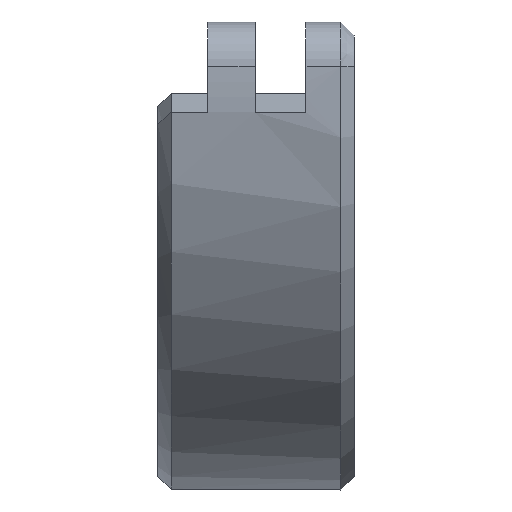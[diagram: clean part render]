
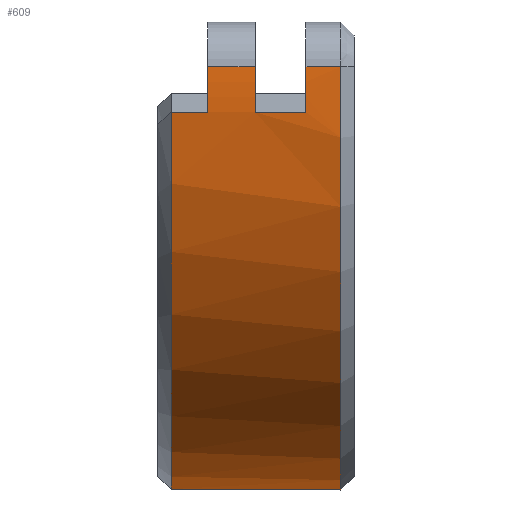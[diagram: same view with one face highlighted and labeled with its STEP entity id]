
A CAD part, left-side view. The second image highlights one B-rep face of the part: STEP entity #609.
In plain terms, the highlighted cylindrical face has radius 47.5 mm (diameter 95 mm), a partial arc.
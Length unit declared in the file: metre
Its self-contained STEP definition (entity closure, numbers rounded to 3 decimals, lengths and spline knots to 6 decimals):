
#50=LINE('',#907,#103);
#72=LINE('',#985,#125);
#73=LINE('',#991,#126);
#74=LINE('',#996,#127);
#75=LINE('',#1001,#128);
#103=VECTOR('',#723,1.);
#125=VECTOR('',#789,1.);
#126=VECTOR('',#796,1.);
#127=VECTOR('',#799,1.);
#128=VECTOR('',#804,1.);
#201=ORIENTED_EDGE('',*,*,#373,.F.);
#202=ORIENTED_EDGE('',*,*,#374,.T.);
#203=ORIENTED_EDGE('',*,*,#375,.F.);
#204=ORIENTED_EDGE('',*,*,#376,.T.);
#205=ORIENTED_EDGE('',*,*,#370,.T.);
#206=ORIENTED_EDGE('',*,*,#377,.T.);
#207=ORIENTED_EDGE('',*,*,#378,.F.);
#208=ORIENTED_EDGE('',*,*,#379,.F.);
#209=ORIENTED_EDGE('',*,*,#333,.T.);
#210=ORIENTED_EDGE('',*,*,#380,.F.);
#333=EDGE_CURVE('',#422,#421,#50,.T.);
#370=EDGE_CURVE('',#456,#457,#72,.T.);
#373=EDGE_CURVE('',#458,#459,#73,.F.);
#374=EDGE_CURVE('',#458,#460,#492,.F.);
#375=EDGE_CURVE('',#461,#460,#74,.T.);
#376=EDGE_CURVE('',#461,#456,#493,.T.);
#377=EDGE_CURVE('',#457,#462,#494,.T.);
#378=EDGE_CURVE('',#463,#462,#75,.F.);
#379=EDGE_CURVE('',#422,#463,#495,.T.);
#380=EDGE_CURVE('',#459,#421,#496,.T.);
#421=VERTEX_POINT('',#906);
#422=VERTEX_POINT('',#908);
#456=VERTEX_POINT('',#986);
#457=VERTEX_POINT('',#987);
#458=VERTEX_POINT('',#992);
#459=VERTEX_POINT('',#993);
#460=VERTEX_POINT('',#995);
#461=VERTEX_POINT('',#997);
#462=VERTEX_POINT('',#1000);
#463=VERTEX_POINT('',#1002);
#492=CIRCLE('',#679,0.0475);
#493=CIRCLE('',#680,0.0475);
#494=CIRCLE('',#681,0.0475);
#495=CIRCLE('',#682,0.0475);
#496=CIRCLE('',#683,0.0475);
#512=EDGE_LOOP('',(#201,#202,#203,#204,#205,#206,#207,#208,#209,#210));
#558=FACE_BOUND('',#512,.T.);
#597=CYLINDRICAL_SURFACE('',#678,0.0475);
#609=ADVANCED_FACE('',(#558),#597,.T.);
#678=AXIS2_PLACEMENT_3D('',#990,#794,#795);
#679=AXIS2_PLACEMENT_3D('',#994,#797,#798);
#680=AXIS2_PLACEMENT_3D('',#998,#800,#801);
#681=AXIS2_PLACEMENT_3D('',#999,#802,#803);
#682=AXIS2_PLACEMENT_3D('',#1003,#805,#806);
#683=AXIS2_PLACEMENT_3D('',#1004,#807,#808);
#723=DIRECTION('',(0.,1.,0.));
#789=DIRECTION('',(0.,1.,0.));
#794=DIRECTION('',(0.,1.,0.));
#795=DIRECTION('',(0.,0.,1.));
#796=DIRECTION('',(0.,1.,0.));
#797=DIRECTION('',(0.,1.,0.));
#798=DIRECTION('',(0.,0.,1.));
#799=DIRECTION('',(0.,1.,0.));
#800=DIRECTION('',(0.,1.,0.));
#801=DIRECTION('',(0.,0.,1.));
#802=DIRECTION('',(0.,-1.,0.));
#803=DIRECTION('',(0.,0.,-1.));
#804=DIRECTION('',(0.,1.,0.));
#805=DIRECTION('',(0.,-1.,0.));
#806=DIRECTION('',(0.,0.,-1.));
#807=DIRECTION('',(0.,1.,0.));
#808=DIRECTION('',(0.,0.,1.));
#906=CARTESIAN_POINT('',(-0.0163,-0.001279,-0.0925));
#907=CARTESIAN_POINT('',(-0.0163,-0.017681,-0.0925));
#908=CARTESIAN_POINT('',(-0.0163,-0.006579,-0.0925));
#985=CARTESIAN_POINT('',(-0.0163,-0.017681,-0.0925));
#986=CARTESIAN_POINT('',(-0.0163,-0.016179,-0.0925));
#987=CARTESIAN_POINT('',(-0.0163,-0.012279,-0.0925));
#990=CARTESIAN_POINT('',(0.0312,-0.017681,-0.0925));
#991=CARTESIAN_POINT('',(-0.016025,-0.017681,-0.0976));
#992=CARTESIAN_POINT('',(-0.016025,0.002821,-0.0976));
#993=CARTESIAN_POINT('',(-0.016025,-0.001279,-0.0976));
#994=CARTESIAN_POINT('',(0.0312,0.002821,-0.0925));
#995=CARTESIAN_POINT('',(0.076886,0.002821,-0.1055));
#996=CARTESIAN_POINT('',(0.076886,-0.017681,-0.1055));
#997=CARTESIAN_POINT('',(0.076886,-0.016179,-0.1055));
#998=CARTESIAN_POINT('',(0.0312,-0.016179,-0.0925));
#999=CARTESIAN_POINT('',(0.0312,-0.012279,-0.0925));
#1000=CARTESIAN_POINT('',(-0.016025,-0.012279,-0.0976));
#1001=CARTESIAN_POINT('',(-0.016025,-0.006579,-0.0976));
#1002=CARTESIAN_POINT('',(-0.016025,-0.006579,-0.0976));
#1003=CARTESIAN_POINT('',(0.0312,-0.006579,-0.0925));
#1004=CARTESIAN_POINT('',(0.0312,-0.001279,-0.0925));
